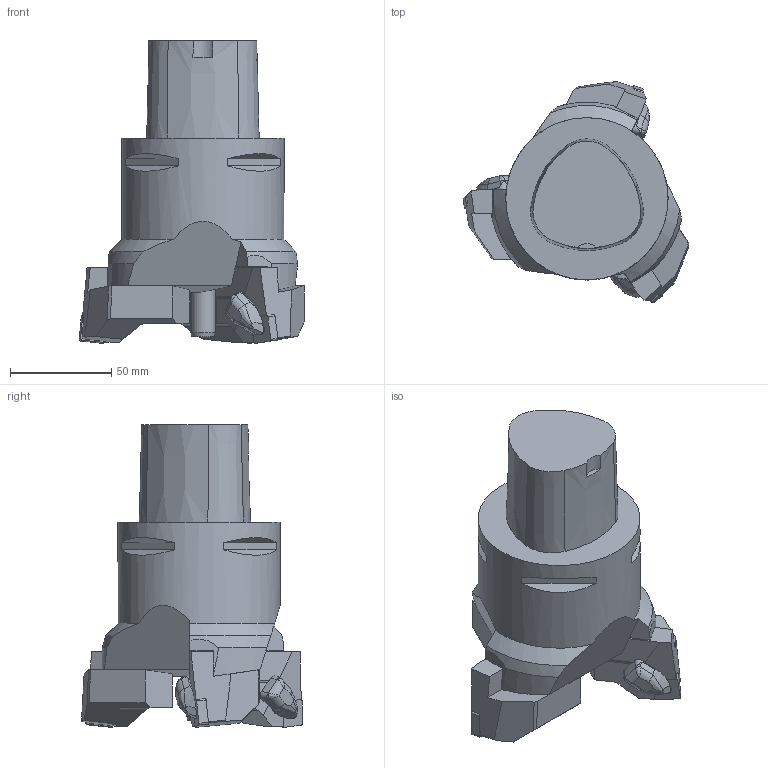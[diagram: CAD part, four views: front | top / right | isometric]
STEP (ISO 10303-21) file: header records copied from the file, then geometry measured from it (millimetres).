
FILE_DESCRIPTION(/* description */ (''),/* implementation_level */ '2;1');
FILE_NAME(/* name */ '1566377644087.stp',/* time_stamp */ '2019-08-21T10:54:11+02:00',/* author */ (''),/* organization */ ('SMS'),/* preprocessor_version */ 'ST-DEVELOPER v16.7',/* originating_system */ 'SIEMENS PLM Software NX 12.0',/* authorisation */ '');
FILE_SCHEMA (('AUTOMOTIVE_DESIGN { 1 0 10303 214 3 1 1 1 }'));
Length unit declared in the file: millimetre
Products named in the file (7): IsoTurningInsert; ASSEMBLY_CONSTRUCTION; 201082667mod000_00; 200956896mod000_01; 201082692mod000_01; 201082708mod000_01
Assembly tree (8 placements, depth 3):
  201082708mod000_01
    200956896mod000_01
    201082692mod000_01  x3
      201082667mod000_00
      ASSEMBLY_CONSTRUCTION
      IsoTurningInsert
    ASSEMBLY_CONSTRUCTION
Bounding box: 111.23 x 108.91 x 149.23 mm (x, y, z)
Volume: 578400.9 mm3; surface area: 66070.2 mm2
Topology: 7 solids, 7 shells, 243 faces, 677 edges, 476 vertices
Faces by surface type: plane 155, cylinder 48, bspline 27, cone 13
Full cylindrical faces by diameter (mm): 5.156 x6, 12.012 x1, 80 x1
Entity records: 4399 total; most frequent: CARTESIAN_POINT 1214, ORIENTED_EDGE 618, DIRECTION 596, EDGE_CURVE 309, AXIS2_PLACEMENT_3D 213, VERTEX_POINT 208, LINE 170, VECTOR 170
